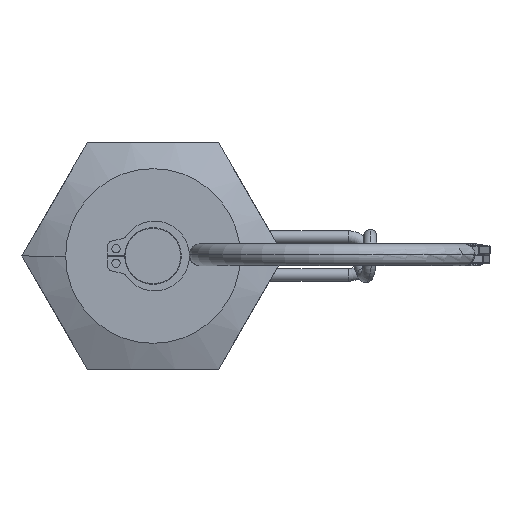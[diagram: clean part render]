
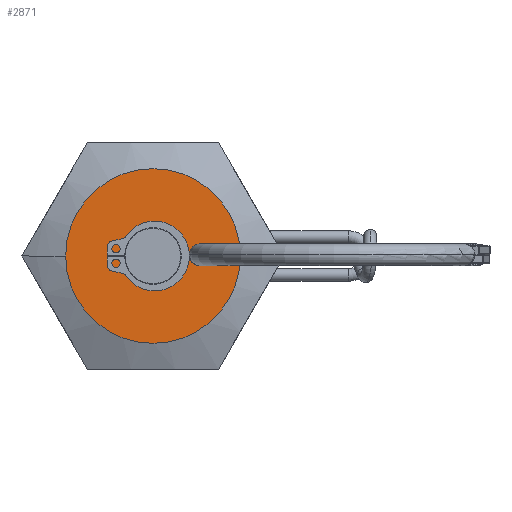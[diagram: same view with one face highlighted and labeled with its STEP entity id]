
A CAD part, left-side view. The second image highlights one B-rep face of the part: STEP entity #2871.
In plain terms, the highlighted planar face has unit normal (-1, 0, 0).
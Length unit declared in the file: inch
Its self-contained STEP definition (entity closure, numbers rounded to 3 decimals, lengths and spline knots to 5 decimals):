
#29 = EDGE_CURVE ( 'NONE', #9148, #1695, #5002, .T. ) ;
#208 = DIRECTION ( 'NONE',  ( 1., 0., 0. ) ) ;
#544 = AXIS2_PLACEMENT_3D ( 'NONE', #7719, #8487, #1005 ) ;
#1005 = DIRECTION ( 'NONE',  ( 0., 0., 1. ) ) ;
#1226 = AXIS2_PLACEMENT_3D ( 'NONE', #2625, #6259, #7048 ) ;
#1379 = DIRECTION ( 'NONE',  ( 0., 0., -1. ) ) ;
#1695 = VERTEX_POINT ( 'NONE', #9200 ) ;
#1891 = CIRCLE ( 'NONE', #2781, 0.433 ) ;
#2094 = DIRECTION ( 'NONE',  ( 0., 0., -1. ) ) ;
#2229 = ORIENTED_EDGE ( 'NONE', *, *, #5760, .F. ) ;
#2260 = FACE_OUTER_BOUND ( 'NONE', #9509, .T. ) ;
#2379 = CARTESIAN_POINT ( 'NONE',  ( -0.522, 0., 0. ) ) ;
#2625 = CARTESIAN_POINT ( 'NONE',  ( -0.522, 0., 0. ) ) ;
#2781 = AXIS2_PLACEMENT_3D ( 'NONE', #3585, #8854, #1379 ) ;
#2871 = ADVANCED_FACE ( 'NONE', ( #5169, #2260 ), #3145, .T. ) ;
#3145 = PLANE ( 'NONE',  #544 ) ;
#3406 = ORIENTED_EDGE ( 'NONE', *, *, #4403, .F. ) ;
#3585 = CARTESIAN_POINT ( 'NONE',  ( -0.522, 0., 0. ) ) ;
#4031 = EDGE_CURVE ( 'NONE', #1695, #9148, #7053, .T. ) ;
#4075 = CARTESIAN_POINT ( 'NONE',  ( -0.522, 0.433, 0. ) ) ;
#4346 = CARTESIAN_POINT ( 'NONE',  ( -0.522, 0., 0. ) ) ;
#4403 = EDGE_CURVE ( 'NONE', #5108, #9015, #1891, .T. ) ;
#5002 = CIRCLE ( 'NONE', #8379, 0.155 ) ;
#5108 = VERTEX_POINT ( 'NONE', #4075 ) ;
#5169 = FACE_BOUND ( 'NONE', #9473, .T. ) ;
#5447 = CARTESIAN_POINT ( 'NONE',  ( -0.522, 0., -0.155 ) ) ;
#5760 = EDGE_CURVE ( 'NONE', #9015, #5108, #7990, .T. ) ;
#6259 = DIRECTION ( 'NONE',  ( 1., 0., 0. ) ) ;
#6511 = DIRECTION ( 'NONE',  ( 1., 0., 0. ) ) ;
#6908 = CARTESIAN_POINT ( 'NONE',  ( -0.522, -0.433, 0. ) ) ;
#6912 = DIRECTION ( 'NONE',  ( 0., 0., -1. ) ) ;
#7048 = DIRECTION ( 'NONE',  ( 0., 0., -1. ) ) ;
#7053 = CIRCLE ( 'NONE', #1226, 0.155 ) ;
#7297 = ORIENTED_EDGE ( 'NONE', *, *, #29, .T. ) ;
#7511 = ORIENTED_EDGE ( 'NONE', *, *, #4031, .T. ) ;
#7719 = CARTESIAN_POINT ( 'NONE',  ( -0.522, 0.155, 0. ) ) ;
#7970 = AXIS2_PLACEMENT_3D ( 'NONE', #4346, #6511, #2094 ) ;
#7990 = CIRCLE ( 'NONE', #7970, 0.433 ) ;
#8379 = AXIS2_PLACEMENT_3D ( 'NONE', #2379, #208, #6912 ) ;
#8487 = DIRECTION ( 'NONE',  ( -1., 0., 0. ) ) ;
#8854 = DIRECTION ( 'NONE',  ( 1., 0., 0. ) ) ;
#9015 = VERTEX_POINT ( 'NONE', #6908 ) ;
#9148 = VERTEX_POINT ( 'NONE', #5447 ) ;
#9200 = CARTESIAN_POINT ( 'NONE',  ( -0.522, 0., 0.155 ) ) ;
#9473 = EDGE_LOOP ( 'NONE', ( #7511, #7297 ) ) ;
#9509 = EDGE_LOOP ( 'NONE', ( #3406, #2229 ) ) ;
